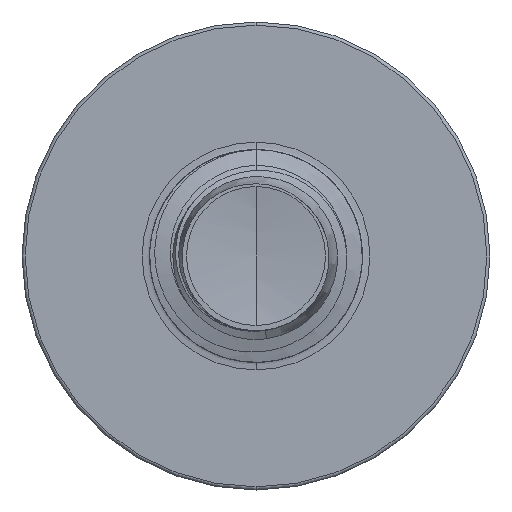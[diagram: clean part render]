
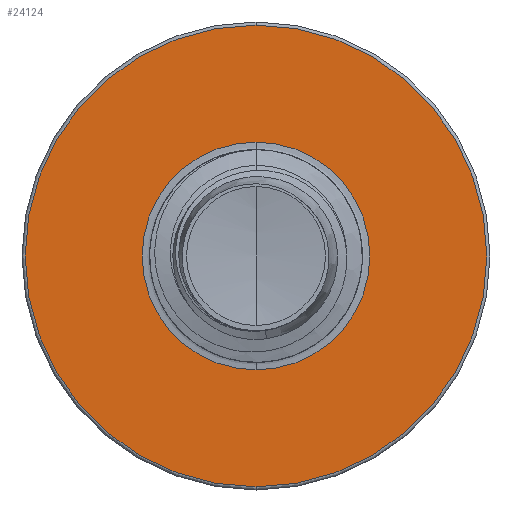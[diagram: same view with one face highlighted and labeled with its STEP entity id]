
A CAD part, front view. The second image highlights one B-rep face of the part: STEP entity #24124.
In plain terms, the highlighted planar face has unit normal (0, -1, 0).
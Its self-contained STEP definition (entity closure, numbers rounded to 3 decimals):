
#1187 = AXIS2_PLACEMENT_3D ( 'NONE', #1307, #36173, #6745 ) ;
#1307 = CARTESIAN_POINT ( 'NONE',  ( 0., 30., 0. ) ) ;
#5656 = VERTEX_POINT ( 'NONE', #50972 ) ;
#6173 = AXIS2_PLACEMENT_3D ( 'NONE', #53168, #28146, #57676 ) ;
#6745 = DIRECTION ( 'NONE',  ( 0., 0., 1. ) ) ;
#8143 = CARTESIAN_POINT ( 'NONE',  ( 0., 30., 5.425 ) ) ;
#10732 = AXIS2_PLACEMENT_3D ( 'NONE', #49772, #24266, #54026 ) ;
#13361 = CIRCLE ( 'NONE', #10732, 2.677 ) ;
#20525 = VERTEX_POINT ( 'NONE', #32185 ) ;
#22596 = DIRECTION ( 'NONE',  ( 0., 1., 0. ) ) ;
#24124 = ADVANCED_FACE ( 'NONE', ( #43732, #35331 ), #48428, .F. ) ;
#24266 = DIRECTION ( 'NONE',  ( 0., 1., 0. ) ) ;
#24639 = CIRCLE ( 'NONE', #6173, 2.677 ) ;
#25698 = CARTESIAN_POINT ( 'NONE',  ( 0., 30., 0. ) ) ;
#26526 = EDGE_CURVE ( 'NONE', #27930, #20525, #56664, .T. ) ;
#27930 = VERTEX_POINT ( 'NONE', #8143 ) ;
#28146 = DIRECTION ( 'NONE',  ( 0., 1., 0. ) ) ;
#28923 = CARTESIAN_POINT ( 'NONE',  ( 0., 30., -2.677 ) ) ;
#30077 = EDGE_LOOP ( 'NONE', ( #55505, #36168 ) ) ;
#30344 = DIRECTION ( 'NONE',  ( 0., 0., 1. ) ) ;
#32185 = CARTESIAN_POINT ( 'NONE',  ( 0., 30., -5.425 ) ) ;
#35331 = FACE_BOUND ( 'NONE', #43930, .T. ) ;
#36168 = ORIENTED_EDGE ( 'NONE', *, *, #44474, .F. ) ;
#36173 = DIRECTION ( 'NONE',  ( 0., 1., 0. ) ) ;
#41362 = ORIENTED_EDGE ( 'NONE', *, *, #43781, .T. ) ;
#43403 = AXIS2_PLACEMENT_3D ( 'NONE', #25698, #55310, #30344 ) ;
#43732 = FACE_OUTER_BOUND ( 'NONE', #30077, .T. ) ;
#43781 = EDGE_CURVE ( 'NONE', #57712, #5656, #24639, .T. ) ;
#43930 = EDGE_LOOP ( 'NONE', ( #58368, #41362 ) ) ;
#44474 = EDGE_CURVE ( 'NONE', #20525, #27930, #54562, .T. ) ;
#47170 = EDGE_CURVE ( 'NONE', #5656, #57712, #13361, .T. ) ;
#48428 = PLANE ( 'NONE',  #58509 ) ;
#49772 = CARTESIAN_POINT ( 'NONE',  ( 0., 30., 0. ) ) ;
#50972 = CARTESIAN_POINT ( 'NONE',  ( 0., 30., 2.677 ) ) ;
#52035 = CARTESIAN_POINT ( 'NONE',  ( 0., 30., -2.677 ) ) ;
#52525 = DIRECTION ( 'NONE',  ( 0., 0., 1. ) ) ;
#53168 = CARTESIAN_POINT ( 'NONE',  ( 0., 30., 0. ) ) ;
#54026 = DIRECTION ( 'NONE',  ( 0., 0., 1. ) ) ;
#54562 = CIRCLE ( 'NONE', #1187, 5.425 ) ;
#55310 = DIRECTION ( 'NONE',  ( 0., 1., 0. ) ) ;
#55505 = ORIENTED_EDGE ( 'NONE', *, *, #26526, .F. ) ;
#56664 = CIRCLE ( 'NONE', #43403, 5.425 ) ;
#57676 = DIRECTION ( 'NONE',  ( 0., 0., 1. ) ) ;
#57712 = VERTEX_POINT ( 'NONE', #28923 ) ;
#58368 = ORIENTED_EDGE ( 'NONE', *, *, #47170, .T. ) ;
#58509 = AXIS2_PLACEMENT_3D ( 'NONE', #52035, #22596, #52525 ) ;
